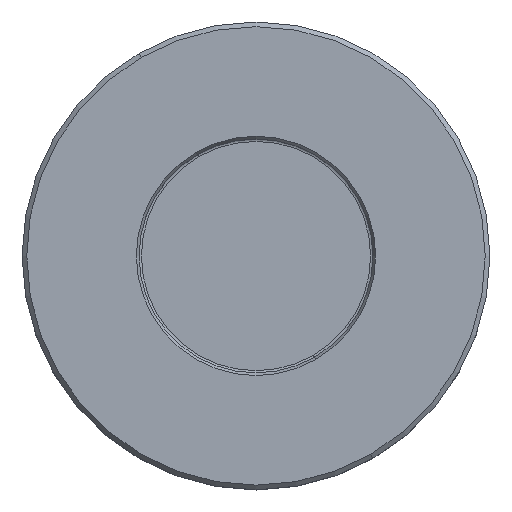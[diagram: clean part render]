
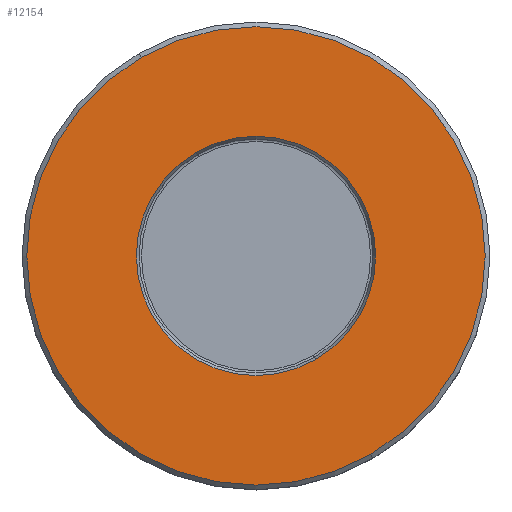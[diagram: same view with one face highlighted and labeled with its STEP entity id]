
A CAD part, top view. The second image highlights one B-rep face of the part: STEP entity #12154.
In plain terms, the highlighted planar face has unit normal (0, 0, 1).
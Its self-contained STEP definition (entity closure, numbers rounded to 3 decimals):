
#224=CARTESIAN_POINT('',(0.,0.,60.));
#225=DIRECTION('',(0.,0.,1.));
#226=DIRECTION('',(-0.5,0.866,0.));
#227=AXIS2_PLACEMENT_3D('',#224,#225,#226);
#232=CARTESIAN_POINT('',(0.,0.,60.));
#233=DIRECTION('',(0.,0.,-1.));
#234=DIRECTION('',(-0.5,0.866,0.));
#235=AXIS2_PLACEMENT_3D('',#232,#233,#234);
#254=CARTESIAN_POINT('',(0.,0.,60.));
#255=DIRECTION('',(0.,0.,-1.));
#256=DIRECTION('',(-0.5,0.866,0.));
#257=AXIS2_PLACEMENT_3D('',#254,#255,#256);
#262=CARTESIAN_POINT('',(0.,0.,60.));
#263=DIRECTION('',(0.,0.,1.));
#264=DIRECTION('',(-0.5,0.866,0.));
#265=AXIS2_PLACEMENT_3D('',#262,#263,#264);
#11841=CARTESIAN_POINT('',(-12.789,22.151,60.));
#11842=VERTEX_POINT('',#11841);
#11843=CARTESIAN_POINT('',(-24.5,42.435,60.));
#11845=VERTEX_POINT('',#11843);
#11897=CARTESIAN_POINT('',(12.789,-22.151,60.));
#11898=VERTEX_POINT('',#11897);
#11899=CARTESIAN_POINT('',(24.5,-42.435,60.));
#11901=VERTEX_POINT('',#11899);
#12139=CARTESIAN_POINT('',(0.,0.,60.));
#12140=DIRECTION('',(0.,0.,1.));
#12141=DIRECTION('',(0.5,-0.866,0.));
#12142=AXIS2_PLACEMENT_3D('',#12139,#12140,#12141);
#12143=PLANE('',#12142);
#12145=ORIENTED_EDGE('',*,*,#12144,.T.);
#12147=ORIENTED_EDGE('',*,*,#12146,.F.);
#12148=EDGE_LOOP('',(#12145,#12147));
#12149=FACE_OUTER_BOUND('',#12148,.F.);
#12150=ORIENTED_EDGE('',*,*,#12121,.T.);
#12151=ORIENTED_EDGE('',*,*,#12132,.F.);
#12152=EDGE_LOOP('',(#12150,#12151));
#12153=FACE_BOUND('',#12152,.F.);
#12154=ADVANCED_FACE('',(#12149,#12153),#12143,.T.);
#228=CIRCLE('',#227,25.577);
#236=CIRCLE('',#235,25.577);
#258=CIRCLE('',#257,49.);
#266=CIRCLE('',#265,49.);
#12121=EDGE_CURVE('',#11842,#11898,#228,.T.);
#12132=EDGE_CURVE('',#11842,#11898,#236,.T.);
#12144=EDGE_CURVE('',#11845,#11901,#258,.T.);
#12146=EDGE_CURVE('',#11845,#11901,#266,.T.);
